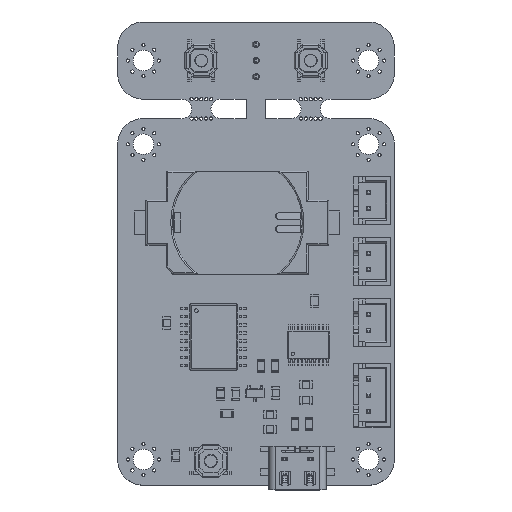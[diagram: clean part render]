
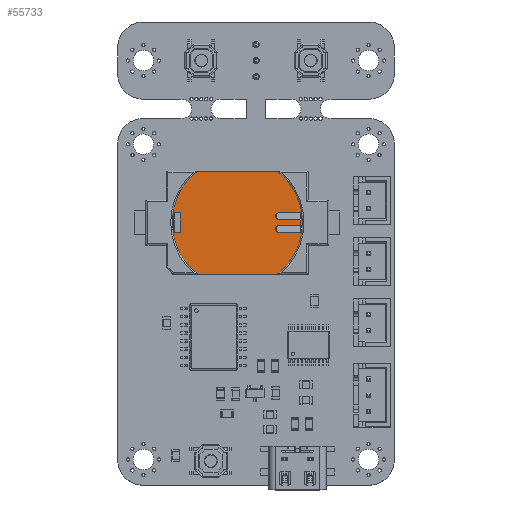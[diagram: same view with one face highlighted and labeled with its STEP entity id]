
A CAD part, top view. The second image highlights one B-rep face of the part: STEP entity #55733.
In plain terms, the highlighted planar face has unit normal (0, 0, 1).
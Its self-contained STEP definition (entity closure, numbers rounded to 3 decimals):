
#55503 = VERTEX_POINT('',#55504);
#55504 = CARTESIAN_POINT('',(-6.222,-8.,1.1));
#55510 = EDGE_CURVE('',#55503,#55511,#55513,.T.);
#55511 = VERTEX_POINT('',#55512);
#55512 = CARTESIAN_POINT('',(6.222,-8.,1.1));
#55513 = LINE('',#55514,#55515);
#55514 = CARTESIAN_POINT('',(-5.5,-8.,1.1));
#55515 = VECTOR('',#55516,1.);
#55516 = DIRECTION('',(1.,0.,0.));
#55674 = EDGE_CURVE('',#55511,#55675,#55677,.T.);
#55675 = VERTEX_POINT('',#55676);
#55676 = CARTESIAN_POINT('',(10.135,0.,1.1));
#55677 = CIRCLE('',#55678,10.135);
#55678 = AXIS2_PLACEMENT_3D('',#55679,#55680,#55681);
#55679 = CARTESIAN_POINT('',(0.,0.,1.1));
#55680 = DIRECTION('',(0.,0.,1.));
#55681 = DIRECTION('',(1.,0.,-0.));
#55683 = EDGE_CURVE('',#55675,#55684,#55686,.T.);
#55684 = VERTEX_POINT('',#55685);
#55685 = CARTESIAN_POINT('',(6.222,8.,1.1));
#55686 = CIRCLE('',#55687,10.135);
#55687 = AXIS2_PLACEMENT_3D('',#55688,#55689,#55690);
#55688 = CARTESIAN_POINT('',(0.,0.,1.1));
#55689 = DIRECTION('',(0.,0.,1.));
#55690 = DIRECTION('',(1.,0.,-0.));
#55733 = ADVANCED_FACE('',(#55734,#55754,#55788),#55886,.T.);
#55734 = FACE_BOUND('',#55735,.T.);
#55735 = EDGE_LOOP('',(#55736,#55737,#55738,#55746,#55753));
#55736 = ORIENTED_EDGE('',*,*,#55674,.T.);
#55737 = ORIENTED_EDGE('',*,*,#55683,.T.);
#55738 = ORIENTED_EDGE('',*,*,#55739,.T.);
#55739 = EDGE_CURVE('',#55684,#55740,#55742,.T.);
#55740 = VERTEX_POINT('',#55741);
#55741 = CARTESIAN_POINT('',(-6.222,8.,1.1));
#55742 = LINE('',#55743,#55744);
#55743 = CARTESIAN_POINT('',(5.5,8.,1.1));
#55744 = VECTOR('',#55745,1.);
#55745 = DIRECTION('',(-1.,0.,0.));
#55746 = ORIENTED_EDGE('',*,*,#55747,.T.);
#55747 = EDGE_CURVE('',#55740,#55503,#55748,.T.);
#55748 = CIRCLE('',#55749,10.135);
#55749 = AXIS2_PLACEMENT_3D('',#55750,#55751,#55752);
#55750 = CARTESIAN_POINT('',(0.,0.,1.1));
#55751 = DIRECTION('',(0.,0.,1.));
#55752 = DIRECTION('',(1.,0.,-0.));
#55753 = ORIENTED_EDGE('',*,*,#55510,.T.);
#55754 = FACE_BOUND('',#55755,.T.);
#55755 = EDGE_LOOP('',(#55756,#55766,#55774,#55782));
#55756 = ORIENTED_EDGE('',*,*,#55757,.F.);
#55757 = EDGE_CURVE('',#55758,#55760,#55762,.T.);
#55758 = VERTEX_POINT('',#55759);
#55759 = CARTESIAN_POINT('',(-9.785,1.5,1.1));
#55760 = VERTEX_POINT('',#55761);
#55761 = CARTESIAN_POINT('',(-9.885,1.5,1.1));
#55762 = LINE('',#55763,#55764);
#55763 = CARTESIAN_POINT('',(-4.872,1.5,1.1));
#55764 = VECTOR('',#55765,1.);
#55765 = DIRECTION('',(-1.,0.,0.));
#55766 = ORIENTED_EDGE('',*,*,#55767,.T.);
#55767 = EDGE_CURVE('',#55758,#55768,#55770,.T.);
#55768 = VERTEX_POINT('',#55769);
#55769 = CARTESIAN_POINT('',(-9.785,-1.5,1.1));
#55770 = LINE('',#55771,#55772);
#55771 = CARTESIAN_POINT('',(-9.785,-0.75,1.1));
#55772 = VECTOR('',#55773,1.);
#55773 = DIRECTION('',(0.,-1.,0.));
#55774 = ORIENTED_EDGE('',*,*,#55775,.F.);
#55775 = EDGE_CURVE('',#55776,#55768,#55778,.T.);
#55776 = VERTEX_POINT('',#55777);
#55777 = CARTESIAN_POINT('',(-9.885,-1.5,1.1));
#55778 = LINE('',#55779,#55780);
#55779 = CARTESIAN_POINT('',(-4.872,-1.5,1.1));
#55780 = VECTOR('',#55781,1.);
#55781 = DIRECTION('',(1.,0.,0.));
#55782 = ORIENTED_EDGE('',*,*,#55783,.T.);
#55783 = EDGE_CURVE('',#55776,#55760,#55784,.T.);
#55784 = LINE('',#55785,#55786);
#55785 = CARTESIAN_POINT('',(-9.885,0.75,1.1));
#55786 = VECTOR('',#55787,1.);
#55787 = DIRECTION('',(0.,1.,0.));
#55788 = FACE_BOUND('',#55789,.T.);
#55789 = EDGE_LOOP('',(#55790,#55800,#55808,#55816,#55824,#55832,#55840,
    #55848,#55856,#55864,#55872,#55880));
#55790 = ORIENTED_EDGE('',*,*,#55791,.T.);
#55791 = EDGE_CURVE('',#55792,#55794,#55796,.T.);
#55792 = VERTEX_POINT('',#55793);
#55793 = CARTESIAN_POINT('',(9.785,-0.5,1.1));
#55794 = VERTEX_POINT('',#55795);
#55795 = CARTESIAN_POINT('',(9.785,0.5,1.1));
#55796 = LINE('',#55797,#55798);
#55797 = CARTESIAN_POINT('',(9.785,0.75,1.1));
#55798 = VECTOR('',#55799,1.);
#55799 = DIRECTION('',(0.,1.,0.));
#55800 = ORIENTED_EDGE('',*,*,#55801,.T.);
#55801 = EDGE_CURVE('',#55794,#55802,#55804,.T.);
#55802 = VERTEX_POINT('',#55803);
#55803 = CARTESIAN_POINT('',(9.726,0.5,1.1));
#55804 = LINE('',#55805,#55806);
#55805 = CARTESIAN_POINT('',(2.994,0.5,1.1));
#55806 = VECTOR('',#55807,1.);
#55807 = DIRECTION('',(-1.,0.,0.));
#55808 = ORIENTED_EDGE('',*,*,#55809,.T.);
#55809 = EDGE_CURVE('',#55802,#55810,#55812,.T.);
#55810 = VERTEX_POINT('',#55811);
#55811 = CARTESIAN_POINT('',(9.726,1.5,1.1));
#55812 = LINE('',#55813,#55814);
#55813 = CARTESIAN_POINT('',(9.726,0.5,1.1));
#55814 = VECTOR('',#55815,1.);
#55815 = DIRECTION('',(0.,1.,0.));
#55816 = ORIENTED_EDGE('',*,*,#55817,.F.);
#55817 = EDGE_CURVE('',#55818,#55810,#55820,.T.);
#55818 = VERTEX_POINT('',#55819);
#55819 = CARTESIAN_POINT('',(10.019,1.5,1.1));
#55820 = LINE('',#55821,#55822);
#55821 = CARTESIAN_POINT('',(4.61,1.5,1.1));
#55822 = VECTOR('',#55823,1.);
#55823 = DIRECTION('',(-1.,0.,0.));
#55824 = ORIENTED_EDGE('',*,*,#55825,.F.);
#55825 = EDGE_CURVE('',#55826,#55818,#55828,.T.);
#55826 = VERTEX_POINT('',#55827);
#55827 = CARTESIAN_POINT('',(10.019,0.5,1.1));
#55828 = LINE('',#55829,#55830);
#55829 = CARTESIAN_POINT('',(10.019,0.5,1.1));
#55830 = VECTOR('',#55831,1.);
#55831 = DIRECTION('',(0.,1.,0.));
#55832 = ORIENTED_EDGE('',*,*,#55833,.T.);
#55833 = EDGE_CURVE('',#55826,#55834,#55836,.T.);
#55834 = VERTEX_POINT('',#55835);
#55835 = CARTESIAN_POINT('',(9.885,0.5,1.1));
#55836 = LINE('',#55837,#55838);
#55837 = CARTESIAN_POINT('',(2.994,0.5,1.1));
#55838 = VECTOR('',#55839,1.);
#55839 = DIRECTION('',(-1.,0.,0.));
#55840 = ORIENTED_EDGE('',*,*,#55841,.T.);
#55841 = EDGE_CURVE('',#55834,#55842,#55844,.T.);
#55842 = VERTEX_POINT('',#55843);
#55843 = CARTESIAN_POINT('',(9.885,-0.5,1.1));
#55844 = LINE('',#55845,#55846);
#55845 = CARTESIAN_POINT('',(9.885,-0.75,1.1));
#55846 = VECTOR('',#55847,1.);
#55847 = DIRECTION('',(0.,-1.,0.));
#55848 = ORIENTED_EDGE('',*,*,#55849,.T.);
#55849 = EDGE_CURVE('',#55842,#55850,#55852,.T.);
#55850 = VERTEX_POINT('',#55851);
#55851 = CARTESIAN_POINT('',(10.019,-0.5,1.1));
#55852 = LINE('',#55853,#55854);
#55853 = CARTESIAN_POINT('',(5.375,-0.5,1.1));
#55854 = VECTOR('',#55855,1.);
#55855 = DIRECTION('',(1.,0.,0.));
#55856 = ORIENTED_EDGE('',*,*,#55857,.F.);
#55857 = EDGE_CURVE('',#55858,#55850,#55860,.T.);
#55858 = VERTEX_POINT('',#55859);
#55859 = CARTESIAN_POINT('',(10.019,-1.5,1.1));
#55860 = LINE('',#55861,#55862);
#55861 = CARTESIAN_POINT('',(10.019,-0.5,1.1));
#55862 = VECTOR('',#55863,1.);
#55863 = DIRECTION('',(0.,1.,0.));
#55864 = ORIENTED_EDGE('',*,*,#55865,.F.);
#55865 = EDGE_CURVE('',#55866,#55858,#55868,.T.);
#55866 = VERTEX_POINT('',#55867);
#55867 = CARTESIAN_POINT('',(9.726,-1.5,1.1));
#55868 = LINE('',#55869,#55870);
#55869 = CARTESIAN_POINT('',(4.61,-1.5,1.1));
#55870 = VECTOR('',#55871,1.);
#55871 = DIRECTION('',(1.,0.,0.));
#55872 = ORIENTED_EDGE('',*,*,#55873,.T.);
#55873 = EDGE_CURVE('',#55866,#55874,#55876,.T.);
#55874 = VERTEX_POINT('',#55875);
#55875 = CARTESIAN_POINT('',(9.726,-0.5,1.1));
#55876 = LINE('',#55877,#55878);
#55877 = CARTESIAN_POINT('',(9.726,-0.5,1.1));
#55878 = VECTOR('',#55879,1.);
#55879 = DIRECTION('',(0.,1.,0.));
#55880 = ORIENTED_EDGE('',*,*,#55881,.T.);
#55881 = EDGE_CURVE('',#55874,#55792,#55882,.T.);
#55882 = LINE('',#55883,#55884);
#55883 = CARTESIAN_POINT('',(5.375,-0.5,1.1));
#55884 = VECTOR('',#55885,1.);
#55885 = DIRECTION('',(1.,0.,0.));
#55886 = PLANE('',#55887);
#55887 = AXIS2_PLACEMENT_3D('',#55888,#55889,#55890);
#55888 = CARTESIAN_POINT('',(0.,0.,1.1)
  );
#55889 = DIRECTION('',(0.,0.,1.));
#55890 = DIRECTION('',(1.,0.,-0.));
